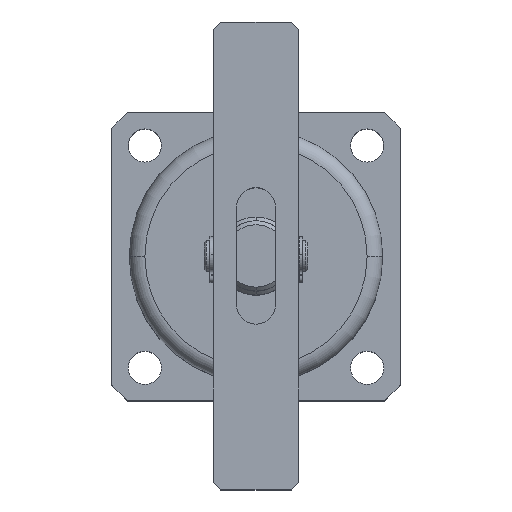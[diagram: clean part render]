
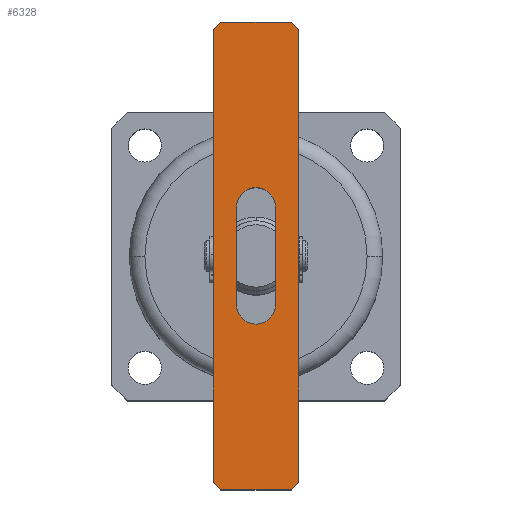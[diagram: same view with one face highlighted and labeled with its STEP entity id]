
A CAD part, top view. The second image highlights one B-rep face of the part: STEP entity #6328.
In plain terms, the highlighted face is planar.
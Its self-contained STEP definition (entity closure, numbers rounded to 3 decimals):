
#299 = CARTESIAN_POINT ( 'NONE',  ( 58., -11., 11. ) ) ;
#306 = CARTESIAN_POINT ( 'NONE',  ( 58., -11., -11. ) ) ;
#310 = CARTESIAN_POINT ( 'NONE',  ( -58., -11., -11. ) ) ;
#312 = CARTESIAN_POINT ( 'NONE',  ( -60., -11., 9. ) ) ;
#327 = CARTESIAN_POINT ( 'NONE',  ( 60., -11., -9. ) ) ;
#328 = CARTESIAN_POINT ( 'NONE',  ( 60., -11., 9. ) ) ;
#336 = CARTESIAN_POINT ( 'NONE',  ( 12.5, -11., -5. ) ) ;
#343 = CARTESIAN_POINT ( 'NONE',  ( -58., -11., 11. ) ) ;
#347 = CARTESIAN_POINT ( 'NONE',  ( -12.5, -11., -5. ) ) ;
#354 = CARTESIAN_POINT ( 'NONE',  ( 12.5, -11., 5. ) ) ;
#358 = CARTESIAN_POINT ( 'NONE',  ( -60., -11., -9. ) ) ;
#445 = CARTESIAN_POINT ( 'NONE',  ( 58., -11., -11. ) ) ;
#446 = CARTESIAN_POINT ( 'NONE',  ( -12.5, -11., 5. ) ) ;
#450 = CARTESIAN_POINT ( 'NONE',  ( -60., -11., -9. ) ) ;
#451 = DIRECTION ( 'NONE',  ( 1., 0., 0. ) ) ;
#452 = DIRECTION ( 'NONE',  ( 0.707, 0., 0.707 ) ) ;
#453 = DIRECTION ( 'NONE',  ( 0.707, 0., -0.707 ) ) ;
#461 = DIRECTION ( 'NONE',  ( -0.707, 0., 0.707 ) ) ;
#462 = CARTESIAN_POINT ( 'NONE',  ( 60., -11., 9. ) ) ;
#469 = CARTESIAN_POINT ( 'NONE',  ( -12.5, -11., -5. ) ) ;
#470 = CARTESIAN_POINT ( 'NONE',  ( -58., -11., 11. ) ) ;
#475 = DIRECTION ( 'NONE',  ( -0.707, 0., -0.707 ) ) ;
#482 = DIRECTION ( 'NONE',  ( -1., 0., 0. ) ) ;
#487 = CARTESIAN_POINT ( 'NONE',  ( -12.5, -11., 0. ) ) ;
#488 = DIRECTION ( 'NONE',  ( 0., 1., 0. ) ) ;
#489 = DIRECTION ( 'NONE',  ( 0., 0., 1. ) ) ;
#491 = CARTESIAN_POINT ( 'NONE',  ( 12.5, -11., 0. ) ) ;
#492 = DIRECTION ( 'NONE',  ( 0., 1., 0. ) ) ;
#493 = DIRECTION ( 'NONE',  ( 0., 0., 1. ) ) ;
#961 = ORIENTED_EDGE ( 'NONE', *, *, #3974, .T. ) ;
#963 = ORIENTED_EDGE ( 'NONE', *, *, #3976, .T. ) ;
#1017 = VERTEX_POINT ( 'NONE', #6221 ) ;
#1607 = AXIS2_PLACEMENT_3D ( 'NONE', #487, #488, #489 ) ;
#1608 = AXIS2_PLACEMENT_3D ( 'NONE', #491, #492, #493 ) ;
#1677 = VERTEX_POINT ( 'NONE', #299 ) ;
#1678 = VERTEX_POINT ( 'NONE', #306 ) ;
#1683 = VERTEX_POINT ( 'NONE', #310 ) ;
#1685 = VERTEX_POINT ( 'NONE', #312 ) ;
#1700 = VERTEX_POINT ( 'NONE', #327 ) ;
#1701 = VERTEX_POINT ( 'NONE', #328 ) ;
#1709 = VERTEX_POINT ( 'NONE', #336 ) ;
#1716 = VERTEX_POINT ( 'NONE', #343 ) ;
#1720 = VERTEX_POINT ( 'NONE', #347 ) ;
#1727 = VERTEX_POINT ( 'NONE', #354 ) ;
#1731 = VERTEX_POINT ( 'NONE', #358 ) ;
#2003 = EDGE_LOOP ( 'NONE', ( #3343, #3345, #3344, #3341, #3347, #3340, #3338, #3337 ) ) ;
#2009 = EDGE_LOOP ( 'NONE', ( #961, #963, #3346, #3342 ) ) ;
#2220 = CARTESIAN_POINT ( 'NONE',  ( 0., -11., 0. ) ) ;
#2228 = PLANE ( 'NONE',  #4623 ) ;
#2230 = DIRECTION ( 'NONE',  ( 0., 1., 0. ) ) ;
#2231 = DIRECTION ( 'NONE',  ( 0., 0., 1. ) ) ;
#3337 = ORIENTED_EDGE ( 'NONE', *, *, #3960, .T. ) ;
#3338 = ORIENTED_EDGE ( 'NONE', *, *, #3996, .F. ) ;
#3340 = ORIENTED_EDGE ( 'NONE', *, *, #3961, .T. ) ;
#3341 = ORIENTED_EDGE ( 'NONE', *, *, #3970, .T. ) ;
#3342 = ORIENTED_EDGE ( 'NONE', *, *, #3977, .T. ) ;
#3343 = ORIENTED_EDGE ( 'NONE', *, *, #4015, .F. ) ;
#3344 = ORIENTED_EDGE ( 'NONE', *, *, #4013, .F. ) ;
#3345 = ORIENTED_EDGE ( 'NONE', *, *, #3966, .T. ) ;
#3346 = ORIENTED_EDGE ( 'NONE', *, *, #3959, .T. ) ;
#3347 = ORIENTED_EDGE ( 'NONE', *, *, #3991, .F. ) ;
#3959 = EDGE_CURVE ( 'NONE', #1017, #1727, #5844, .T. ) ;
#3960 = EDGE_CURVE ( 'NONE', #1678, #1700, #5856, .T. ) ;
#3961 = EDGE_CURVE ( 'NONE', #1731, #1683, #5858, .T. ) ;
#3966 = EDGE_CURVE ( 'NONE', #1701, #1677, #5867, .T. ) ;
#3970 = EDGE_CURVE ( 'NONE', #1716, #1685, #5874, .T. ) ;
#3974 = EDGE_CURVE ( 'NONE', #1709, #1720, #5875, .T. ) ;
#3976 = EDGE_CURVE ( 'NONE', #1720, #1017, #5887, .T. ) ;
#3977 = EDGE_CURVE ( 'NONE', #1727, #1709, #5889, .T. ) ;
#3991 = EDGE_CURVE ( 'NONE', #1731, #1685, #5908, .T. ) ;
#3996 = EDGE_CURVE ( 'NONE', #1678, #1683, #5916, .T. ) ;
#4013 = EDGE_CURVE ( 'NONE', #1716, #1677, #5949, .T. ) ;
#4015 = EDGE_CURVE ( 'NONE', #1701, #1700, #5952, .T. ) ;
#4121 = CARTESIAN_POINT ( 'NONE',  ( -60., -11., -11. ) ) ;
#4130 = DIRECTION ( 'NONE',  ( 0., 0., 1. ) ) ;
#4136 = CARTESIAN_POINT ( 'NONE',  ( -60., -11., -11. ) ) ;
#4142 = DIRECTION ( 'NONE',  ( -1., 0., 0. ) ) ;
#4175 = CARTESIAN_POINT ( 'NONE',  ( -60., -11., 11. ) ) ;
#4176 = DIRECTION ( 'NONE',  ( 1., 0., 0. ) ) ;
#4180 = CARTESIAN_POINT ( 'NONE',  ( 60., -11., -11. ) ) ;
#4181 = DIRECTION ( 'NONE',  ( 0., 0., -1. ) ) ;
#4623 = AXIS2_PLACEMENT_3D ( 'NONE', #2220, #2230, #2231 ) ;
#5066 = FACE_BOUND ( 'NONE', #2009, .T. ) ;
#5069 = FACE_OUTER_BOUND ( 'NONE', #2003, .T. ) ;
#5844 = LINE ( 'NONE', #446, #5859 ) ;
#5856 = LINE ( 'NONE', #445, #5861 ) ;
#5858 = LINE ( 'NONE', #450, #5863 ) ;
#5859 = VECTOR ( 'NONE', #451, 1000. ) ;
#5861 = VECTOR ( 'NONE', #452, 1000. ) ;
#5863 = VECTOR ( 'NONE', #453, 1000. ) ;
#5867 = LINE ( 'NONE', #462, #5871 ) ;
#5871 = VECTOR ( 'NONE', #461, 1000. ) ;
#5874 = LINE ( 'NONE', #470, #5878 ) ;
#5875 = LINE ( 'NONE', #469, #5886 ) ;
#5878 = VECTOR ( 'NONE', #475, 1000. ) ;
#5886 = VECTOR ( 'NONE', #482, 1000. ) ;
#5887 = CIRCLE ( 'NONE', #1607, 5. ) ;
#5889 = CIRCLE ( 'NONE', #1608, 5. ) ;
#5908 = LINE ( 'NONE', #4121, #5915 ) ;
#5915 = VECTOR ( 'NONE', #4130, 1000. ) ;
#5916 = LINE ( 'NONE', #4136, #5923 ) ;
#5923 = VECTOR ( 'NONE', #4142, 1000. ) ;
#5949 = LINE ( 'NONE', #4175, #5951 ) ;
#5951 = VECTOR ( 'NONE', #4176, 1000. ) ;
#5952 = LINE ( 'NONE', #4180, #5954 ) ;
#5954 = VECTOR ( 'NONE', #4181, 1000. ) ;
#6221 = CARTESIAN_POINT ( 'NONE',  ( -12.5, -11., 5. ) ) ;
#6328 = ADVANCED_FACE ( 'NONE', ( #5066, #5069 ), #2228, .F. ) ;
